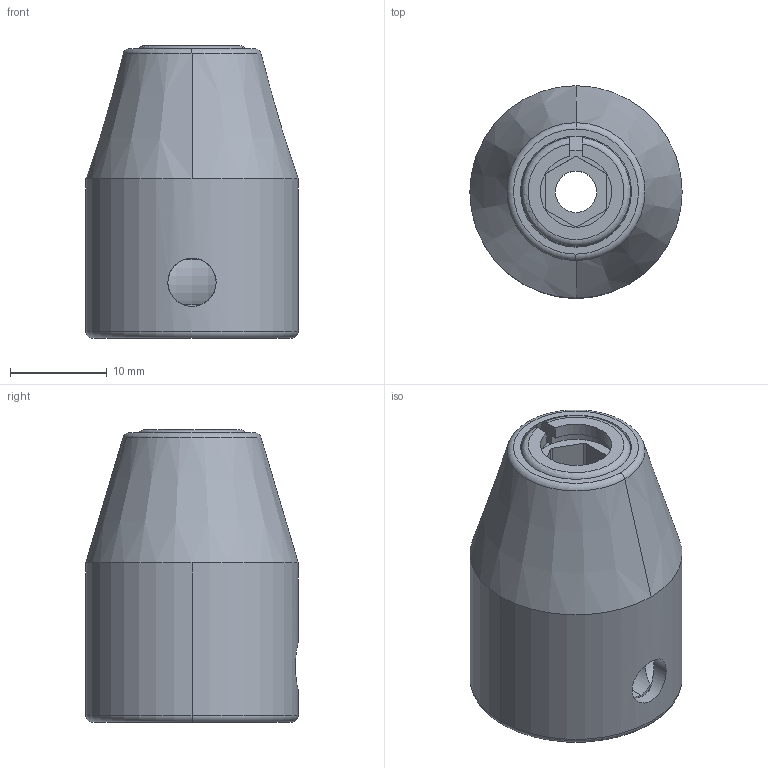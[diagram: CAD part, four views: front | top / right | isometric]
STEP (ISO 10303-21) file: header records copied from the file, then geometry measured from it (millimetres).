
FILE_DESCRIPTION((''),'2;1');
FILE_NAME('4027123570_ASM','2023-09-01T08:22:38',('a00565553'),(''),'CREO PARAMETRIC BY PTC INC, 2022414','CREO PARAMETRIC BY PTC INC, 2022414','');
FILE_SCHEMA(('CONFIG_CONTROL_DESIGN','GEOMETRIC_VALIDATION_PROPERTIES_MIM'));
Length unit declared in the file: millimetre
Products named in the file (3): 4027123500; 4027299084; 4027123570_ASM
Assembly tree (2 placements, depth 2):
  4027123570_ASM
    4027123500
    4027299084
Bounding box: 22 x 22 x 30.3 mm (x, y, z)
Volume: 7267.5 mm3; surface area: 6523.8 mm2
Topology: 2 solids, 2 shells, 77 faces, 211 edges, 136 vertices
Faces by surface type: cylinder 31, plane 26, cone 12, torus 8
Entity records: 3114 total; most frequent: CARTESIAN_POINT 769, ORIENTED_EDGE 422, DIRECTION 419, EDGE_CURVE 211, AXIS2_PLACEMENT_3D 167, VERTEX_POINT 136, VECTOR 85, LINE 85
